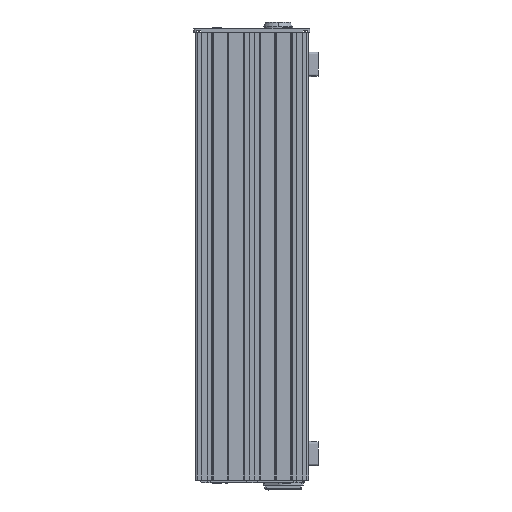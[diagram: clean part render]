
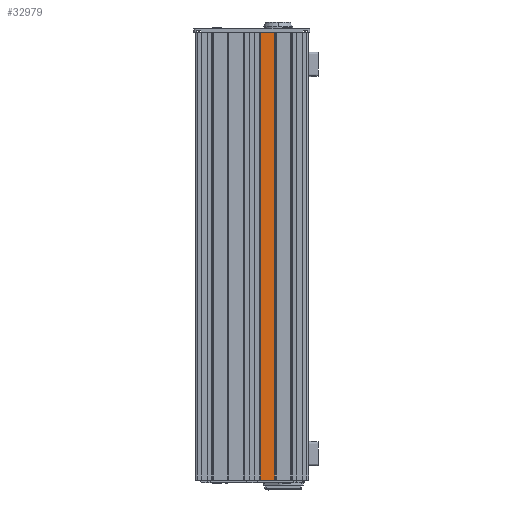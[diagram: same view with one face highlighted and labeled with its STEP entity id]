
A CAD part, left-side view. The second image highlights one B-rep face of the part: STEP entity #32979.
In plain terms, the highlighted planar face has unit normal (-1, 0, 0).
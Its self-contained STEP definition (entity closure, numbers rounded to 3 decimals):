
#511 = CARTESIAN_POINT ( 'NONE',  ( 0.1, 37.52, -340. ) ) ;
#911 = VERTEX_POINT ( 'NONE', #50103 ) ;
#3922 = DIRECTION ( 'NONE',  ( 0., 0., 1. ) ) ;
#3966 = CARTESIAN_POINT ( 'NONE',  ( 0.1, 26.52, 0. ) ) ;
#6400 = CARTESIAN_POINT ( 'NONE',  ( 0.1, 37.52, -340. ) ) ;
#12113 = EDGE_LOOP ( 'NONE', ( #57759, #111945, #71707, #114156 ) ) ;
#12125 = PLANE ( 'NONE',  #30000 ) ;
#12244 = VERTEX_POINT ( 'NONE', #3966 ) ;
#15075 = CARTESIAN_POINT ( 'NONE',  ( 0.1, 26.52, -340. ) ) ;
#18240 = EDGE_CURVE ( 'NONE', #12244, #911, #80692, .T. ) ;
#23620 = DIRECTION ( 'NONE',  ( 0., 0., 1. ) ) ;
#24817 = VECTOR ( 'NONE', #25497, 1000. ) ;
#25497 = DIRECTION ( 'NONE',  ( 0., 1., 0. ) ) ;
#25945 = CARTESIAN_POINT ( 'NONE',  ( 0.1, 2.47, -340. ) ) ;
#30000 = AXIS2_PLACEMENT_3D ( 'NONE', #25945, #114179, #42726 ) ;
#32979 = ADVANCED_FACE ( 'NONE', ( #70522 ), #12125, .F. ) ;
#33214 = VECTOR ( 'NONE', #104212, 1000. ) ;
#42726 = DIRECTION ( 'NONE',  ( 0., 0., -1. ) ) ;
#50103 = CARTESIAN_POINT ( 'NONE',  ( 0.1, 37.52, 0. ) ) ;
#53173 = VERTEX_POINT ( 'NONE', #78290 ) ;
#57759 = ORIENTED_EDGE ( 'NONE', *, *, #109344, .F. ) ;
#60330 = LINE ( 'NONE', #15075, #110697 ) ;
#65708 = VERTEX_POINT ( 'NONE', #6400 ) ;
#68978 = CARTESIAN_POINT ( 'NONE',  ( 0.1, 2.47, 0. ) ) ;
#70522 = FACE_OUTER_BOUND ( 'NONE', #12113, .T. ) ;
#71707 = ORIENTED_EDGE ( 'NONE', *, *, #18240, .T. ) ;
#73391 = EDGE_CURVE ( 'NONE', #65708, #911, #99968, .T. ) ;
#78290 = CARTESIAN_POINT ( 'NONE',  ( 0.1, 26.52, -340. ) ) ;
#80692 = LINE ( 'NONE', #68978, #33214 ) ;
#84322 = EDGE_CURVE ( 'NONE', #53173, #12244, #60330, .T. ) ;
#96220 = CARTESIAN_POINT ( 'NONE',  ( 0.1, 2.47, -340. ) ) ;
#99968 = LINE ( 'NONE', #511, #101414 ) ;
#101414 = VECTOR ( 'NONE', #3922, 1000. ) ;
#104212 = DIRECTION ( 'NONE',  ( 0., 1., 0. ) ) ;
#109344 = EDGE_CURVE ( 'NONE', #53173, #65708, #115692, .T. ) ;
#110697 = VECTOR ( 'NONE', #23620, 1000. ) ;
#111945 = ORIENTED_EDGE ( 'NONE', *, *, #84322, .T. ) ;
#114156 = ORIENTED_EDGE ( 'NONE', *, *, #73391, .F. ) ;
#114179 = DIRECTION ( 'NONE',  ( 1., 0., 0. ) ) ;
#115692 = LINE ( 'NONE', #96220, #24817 ) ;
